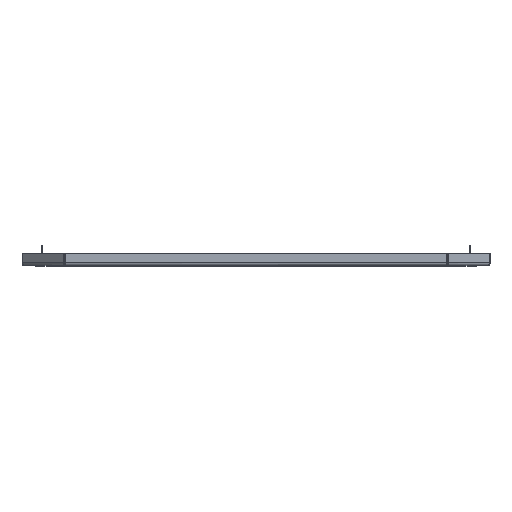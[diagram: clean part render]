
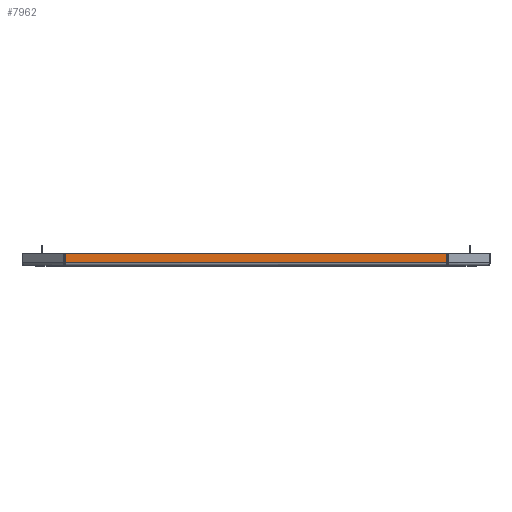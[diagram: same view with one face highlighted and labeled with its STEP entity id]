
A CAD part, top view. The second image highlights one B-rep face of the part: STEP entity #7962.
In plain terms, the highlighted planar face has unit normal (0, 0, 1).
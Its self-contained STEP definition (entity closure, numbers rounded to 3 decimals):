
#304 = DIRECTION ( 'NONE',  ( 0., 1., 0. ) ) ;
#505 = DIRECTION ( 'NONE',  ( -1., 0., 0. ) ) ;
#1572 = EDGE_CURVE ( 'NONE', #8251, #2058, #11708, .T. ) ;
#1598 = CARTESIAN_POINT ( 'NONE',  ( -318., 4.4, 290. ) ) ;
#1966 = LINE ( 'NONE', #1598, #10613 ) ;
#2058 = VERTEX_POINT ( 'NONE', #11975 ) ;
#2336 = CARTESIAN_POINT ( 'NONE',  ( -316.63, 20., 290. ) ) ;
#2649 = VERTEX_POINT ( 'NONE', #12383 ) ;
#3528 = PLANE ( 'NONE',  #14375 ) ;
#3831 = EDGE_LOOP ( 'NONE', ( #10396, #14610, #10035, #14573 ) ) ;
#3995 = CARTESIAN_POINT ( 'NONE',  ( 0., 20., 290. ) ) ;
#4020 = EDGE_CURVE ( 'NONE', #2649, #7948, #6049, .T. ) ;
#4719 = VECTOR ( 'NONE', #304, 1000. ) ;
#5364 = CARTESIAN_POINT ( 'NONE',  ( 316.63, 4.4, 290. ) ) ;
#6049 = LINE ( 'NONE', #13453, #4719 ) ;
#6477 = DIRECTION ( 'NONE',  ( -1., 0., 0. ) ) ;
#7032 = CARTESIAN_POINT ( 'NONE',  ( 316.63, 0., 290. ) ) ;
#7081 = CARTESIAN_POINT ( 'NONE',  ( 0., 0., 290. ) ) ;
#7208 = VECTOR ( 'NONE', #8531, 1000. ) ;
#7948 = VERTEX_POINT ( 'NONE', #2336 ) ;
#7962 = ADVANCED_FACE ( 'NONE', ( #11001 ), #3528, .F. ) ;
#8251 = VERTEX_POINT ( 'NONE', #5364 ) ;
#8531 = DIRECTION ( 'NONE',  ( 0., 1., 0. ) ) ;
#10035 = ORIENTED_EDGE ( 'NONE', *, *, #13486, .T. ) ;
#10396 = ORIENTED_EDGE ( 'NONE', *, *, #14013, .F. ) ;
#10613 = VECTOR ( 'NONE', #6477, 1000. ) ;
#11001 = FACE_OUTER_BOUND ( 'NONE', #3831, .T. ) ;
#11708 = LINE ( 'NONE', #7032, #7208 ) ;
#11975 = CARTESIAN_POINT ( 'NONE',  ( 316.63, 20., 290. ) ) ;
#11991 = DIRECTION ( 'NONE',  ( -1., 0., 0. ) ) ;
#12383 = CARTESIAN_POINT ( 'NONE',  ( -316.63, 4.4, 290. ) ) ;
#13426 = VECTOR ( 'NONE', #505, 1000. ) ;
#13453 = CARTESIAN_POINT ( 'NONE',  ( -316.63, 2., 290. ) ) ;
#13486 = EDGE_CURVE ( 'NONE', #2058, #7948, #14765, .T. ) ;
#14013 = EDGE_CURVE ( 'NONE', #8251, #2649, #1966, .T. ) ;
#14364 = DIRECTION ( 'NONE',  ( 0., 0., -1. ) ) ;
#14375 = AXIS2_PLACEMENT_3D ( 'NONE', #7081, #14364, #11991 ) ;
#14573 = ORIENTED_EDGE ( 'NONE', *, *, #4020, .F. ) ;
#14610 = ORIENTED_EDGE ( 'NONE', *, *, #1572, .T. ) ;
#14765 = LINE ( 'NONE', #3995, #13426 ) ;
